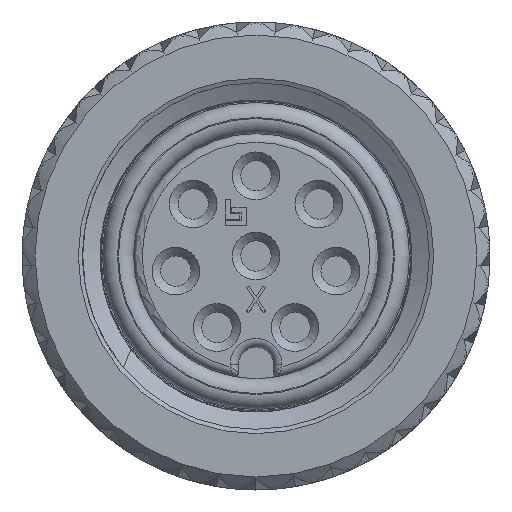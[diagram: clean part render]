
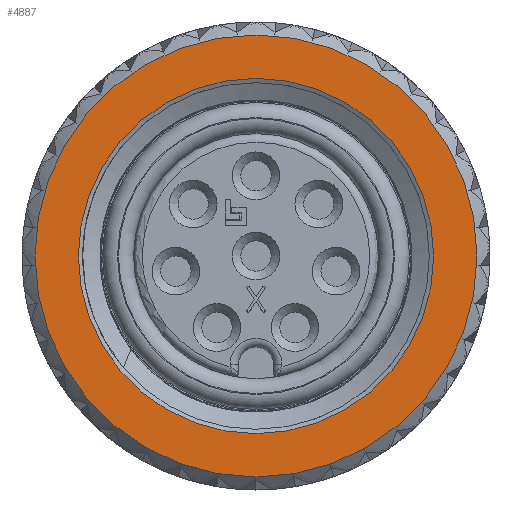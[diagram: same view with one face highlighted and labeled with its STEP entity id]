
A CAD part, left-side view. The second image highlights one B-rep face of the part: STEP entity #4887.
In plain terms, the highlighted planar face has unit normal (-1, 0, 0).
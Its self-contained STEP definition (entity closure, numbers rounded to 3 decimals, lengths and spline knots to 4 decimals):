
#4887=ADVANCED_FACE('',(#6672,#6673),#6146,.F.);
#6146=PLANE('',#18937);
#6672=FACE_BOUND('',#6991,.T.);
#6673=FACE_BOUND('',#6992,.T.);
#6991=EDGE_LOOP('',(#9513));
#6992=EDGE_LOOP('',(#9514));
#9513=ORIENTED_EDGE('',*,*,#16934,.T.);
#9514=ORIENTED_EDGE('',*,*,#16935,.F.);
#15126=VERTEX_POINT('',#26944);
#15127=VERTEX_POINT('',#26946);
#16934=EDGE_CURVE('',#15126,#15126,#18689,.T.);
#16935=EDGE_CURVE('',#15127,#15127,#18690,.T.);
#18689=CIRCLE('',#18935,4.1);
#18690=CIRCLE('',#18936,5.1);
#18935=AXIS2_PLACEMENT_3D('',#26943,#19561,#19562);
#18936=AXIS2_PLACEMENT_3D('',#26945,#19563,#19564);
#18937=AXIS2_PLACEMENT_3D('',#26947,#19565,#19566);
#19561=DIRECTION('',(1.,0.,0.));
#19562=DIRECTION('',(0.,-1.,0.));
#19563=DIRECTION('',(1.,0.,0.));
#19564=DIRECTION('',(0.,-1.,0.));
#19565=DIRECTION('',(1.,0.,0.));
#19566=DIRECTION('',(0.,-1.,0.));
#26943=CARTESIAN_POINT('',(-0.9,0.,0.));
#26944=CARTESIAN_POINT('',(-0.9,-4.1,0.));
#26945=CARTESIAN_POINT('',(-0.9,0.,0.));
#26946=CARTESIAN_POINT('',(-0.9,-5.1,0.));
#26947=CARTESIAN_POINT('',(-0.9,0.,-3.6));
